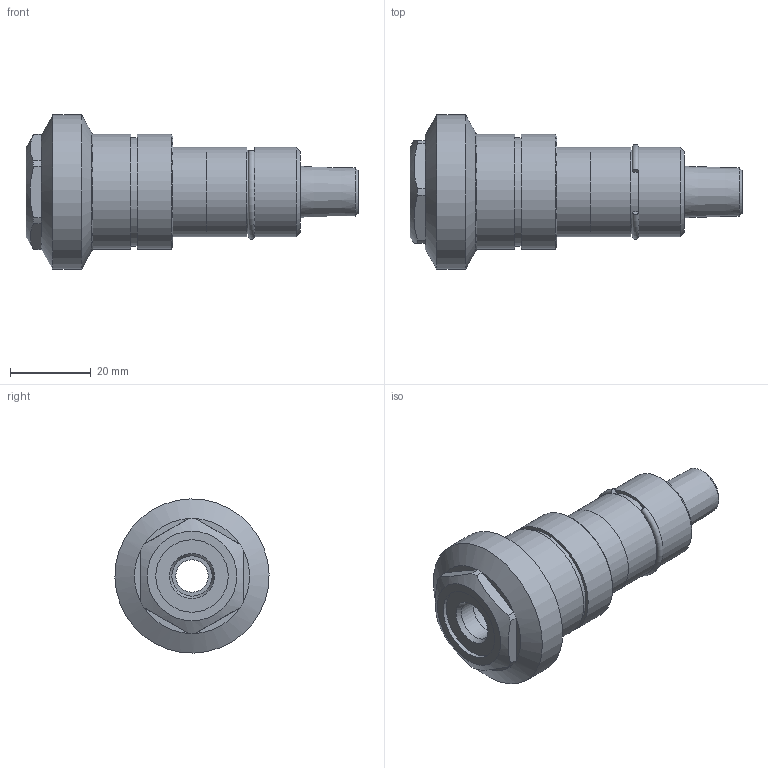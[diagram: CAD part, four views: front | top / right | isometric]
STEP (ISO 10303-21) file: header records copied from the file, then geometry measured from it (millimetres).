
FILE_DESCRIPTION(/* description */ (''),/* implementation_level */ '2;1');
FILE_NAME(/* name */ 'ST-06042 CAD.stp',/* time_stamp */ '2017-01-19T09:35:41-06:00',/* author */ ('scottg'),/* organization */ ('FasTest,Inc.'),/* preprocessor_version */ 'ST-DEVELOPER v16.1',/* originating_system */ 'Autodesk Inventor 2016',/* authorisation */ '');
FILE_SCHEMA (('AUTOMOTIVE_DESIGN { 1 0 10303 214 3 1 1 }'));
Length unit declared in the file: inch
Products named in the file (1): ST-06042 CAD
Bounding box: 82.04 x 38.09 x 38.09 mm (x, y, z)
Volume: 34993.1 mm3; surface area: 10783.6 mm2
Topology: 1 solids, 1 shells, 54 faces, 111 edges, 67 vertices
Faces by surface type: plane 24, cylinder 18, cone 10, torus 2
Full cylindrical faces by diameter (mm): 8.001 x1, 9.957 x1, 13.208 x1, 17.907 x1, 20.523 x1, 22.047 x3, 26.924 x1, 28.448 x2, 38.1 x1
Entity records: 1342 total; most frequent: DIRECTION 242, CARTESIAN_POINT 210, ORIENTED_EDGE 166, AXIS2_PLACEMENT_3D 111, EDGE_LOOP 88, EDGE_CURVE 82, VERTEX_POINT 61, CIRCLE 56
